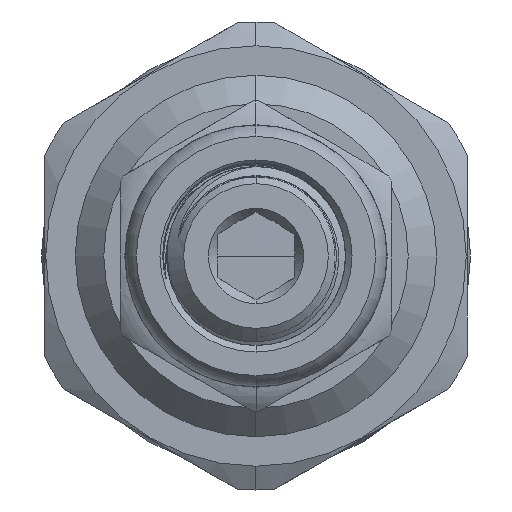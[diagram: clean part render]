
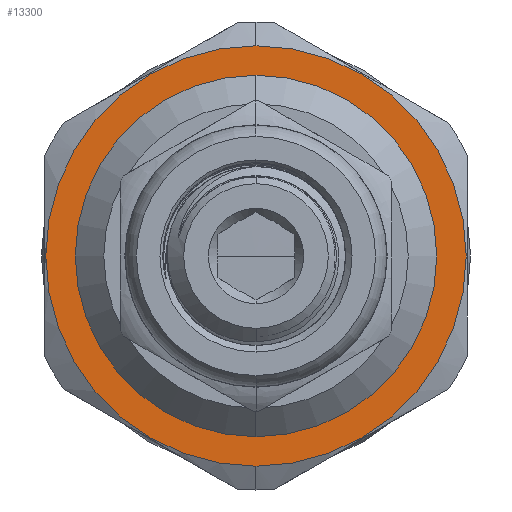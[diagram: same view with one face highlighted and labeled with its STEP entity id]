
A CAD part, left-side view. The second image highlights one B-rep face of the part: STEP entity #13300.
In plain terms, the highlighted planar face has unit normal (-1, 0, 0).
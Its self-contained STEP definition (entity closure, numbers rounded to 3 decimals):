
#732 = VERTEX_POINT ( 'NONE', #9377 ) ;
#1092 = VERTEX_POINT ( 'NONE', #14105 ) ;
#1681 = DIRECTION ( 'NONE',  ( 1., 0., 0. ) ) ;
#2260 = DIRECTION ( 'NONE',  ( 0., 0., -1. ) ) ;
#2392 = CARTESIAN_POINT ( 'NONE',  ( 12., 0., 0. ) ) ;
#2426 = CIRCLE ( 'NONE', #13623, 9.5 ) ;
#2931 = CIRCLE ( 'NONE', #17217, 9.5 ) ;
#3367 = ORIENTED_EDGE ( 'NONE', *, *, #4060, .F. ) ;
#3431 = FACE_BOUND ( 'NONE', #13862, .T. ) ;
#3815 = DIRECTION ( 'NONE',  ( 0., 0., -1. ) ) ;
#4040 = DIRECTION ( 'NONE',  ( 0., 0., -1. ) ) ;
#4060 = EDGE_CURVE ( 'NONE', #4131, #732, #13803, .T. ) ;
#4131 = VERTEX_POINT ( 'NONE', #8616 ) ;
#4245 = CIRCLE ( 'NONE', #6464, 11.05 ) ;
#4565 = ORIENTED_EDGE ( 'NONE', *, *, #15677, .F. ) ;
#5466 = ORIENTED_EDGE ( 'NONE', *, *, #7030, .T. ) ;
#6464 = AXIS2_PLACEMENT_3D ( 'NONE', #7780, #13369, #2260 ) ;
#7030 = EDGE_CURVE ( 'NONE', #1092, #9163, #2931, .T. ) ;
#7575 = AXIS2_PLACEMENT_3D ( 'NONE', #14389, #15511, #16943 ) ;
#7780 = CARTESIAN_POINT ( 'NONE',  ( 12., 0., 0. ) ) ;
#8317 = CARTESIAN_POINT ( 'NONE',  ( 12., 0., 9.5 ) ) ;
#8616 = CARTESIAN_POINT ( 'NONE',  ( 12., 0., 11.05 ) ) ;
#8799 = PLANE ( 'NONE',  #7575 ) ;
#9163 = VERTEX_POINT ( 'NONE', #8317 ) ;
#9377 = CARTESIAN_POINT ( 'NONE',  ( 12., 0., -11.05 ) ) ;
#10045 = AXIS2_PLACEMENT_3D ( 'NONE', #2392, #12099, #3815 ) ;
#10922 = EDGE_LOOP ( 'NONE', ( #4565, #3367 ) ) ;
#10938 = CARTESIAN_POINT ( 'NONE',  ( 12., 0., 0. ) ) ;
#11000 = FACE_OUTER_BOUND ( 'NONE', #10922, .T. ) ;
#11112 = EDGE_CURVE ( 'NONE', #9163, #1092, #2426, .T. ) ;
#11400 = DIRECTION ( 'NONE',  ( 0., 0., -1. ) ) ;
#12099 = DIRECTION ( 'NONE',  ( 1., 0., 0. ) ) ;
#12329 = DIRECTION ( 'NONE',  ( 1., 0., 0. ) ) ;
#13300 = ADVANCED_FACE ( 'NONE', ( #3431, #11000 ), #8799, .T. ) ;
#13369 = DIRECTION ( 'NONE',  ( 1., 0., 0. ) ) ;
#13623 = AXIS2_PLACEMENT_3D ( 'NONE', #10938, #12329, #4040 ) ;
#13803 = CIRCLE ( 'NONE', #10045, 11.05 ) ;
#13862 = EDGE_LOOP ( 'NONE', ( #5466, #15248 ) ) ;
#14105 = CARTESIAN_POINT ( 'NONE',  ( 12., 0., -9.5 ) ) ;
#14242 = CARTESIAN_POINT ( 'NONE',  ( 12., 0., 0. ) ) ;
#14389 = CARTESIAN_POINT ( 'NONE',  ( 12., 9.5, 0. ) ) ;
#15248 = ORIENTED_EDGE ( 'NONE', *, *, #11112, .T. ) ;
#15511 = DIRECTION ( 'NONE',  ( -1., 0., 0. ) ) ;
#15677 = EDGE_CURVE ( 'NONE', #732, #4131, #4245, .T. ) ;
#16943 = DIRECTION ( 'NONE',  ( 0., 0., 1. ) ) ;
#17217 = AXIS2_PLACEMENT_3D ( 'NONE', #14242, #1681, #11400 ) ;
